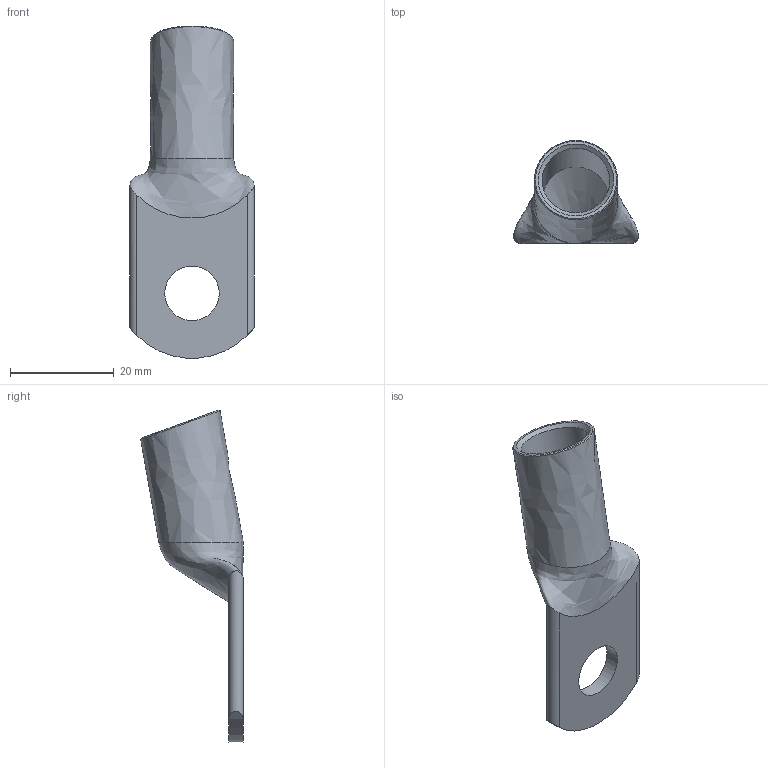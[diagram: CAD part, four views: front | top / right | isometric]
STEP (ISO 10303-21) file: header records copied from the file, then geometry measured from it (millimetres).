
FILE_DESCRIPTION(/* description */ ('','CAx-IF Rec.Pracs.---Representation and Presentation of Product Manufacturing Information (PMI)---4.0---2014-10-13'),/* implementation_level */ '2;1');
FILE_NAME(/* name */ 'ЗЭТАРУС ТМЛ 70-10-13.stp',/* time_stamp */ '2023-03-01T08:13:03+07:00',/* author */ ('zeta-09'),/* organization */ (''),/* preprocessor_version */ 'ST-DEVELOPER v18.1',/* originating_system */ 'Autodesk Inventor 2021',/* authorisation */ '');
FILE_SCHEMA (('AP242_MANAGED_MODEL_BASED_3D_ENGINEERING_MIM_LF { 1 0 10303 442 1 1 4 }'));
Length unit declared in the file: millimetre
Products named in the file (1): Деталь2
Bounding box: 24 x 19.75 x 63.89 mm (x, y, z)
Volume: 4474.3 mm3; surface area: 4396.6 mm2
Topology: 1 solids, 1 shells, 14 faces, 40 edges, 29 vertices
Faces by surface type: bspline 5, cylinder 5, plane 4
Full cylindrical faces by diameter (mm): 10.5 x1, 13 x1
Entity records: 2208 total; most frequent: CARTESIAN_POINT 1729, DIRECTION 82, ORIENTED_EDGE 80, EDGE_CURVE 40, AXIS2_PLACEMENT_3D 37, VERTEX_POINT 29, B_SPLINE_CURVE_WITH_KNOTS 18, EDGE_LOOP 17
